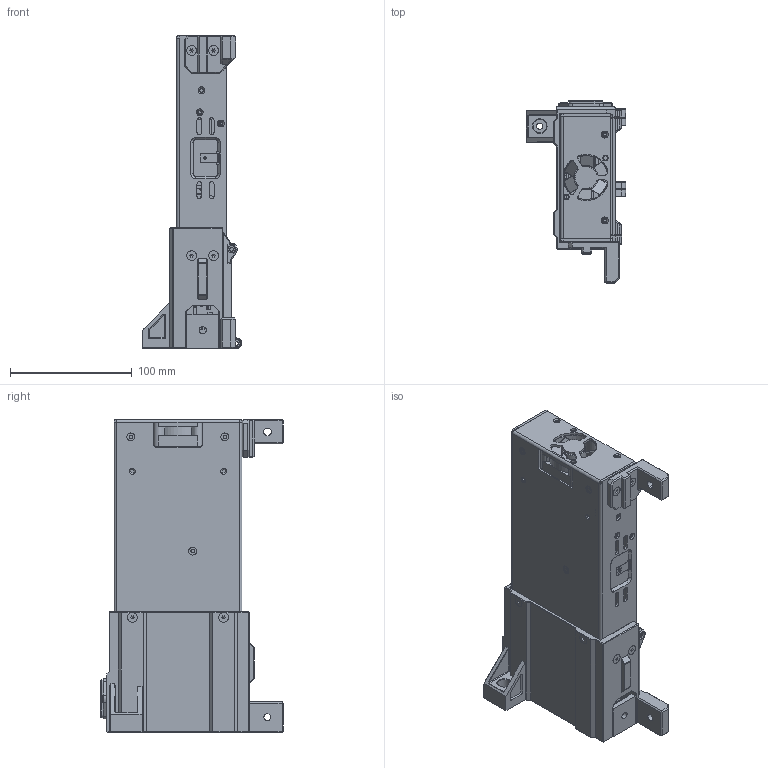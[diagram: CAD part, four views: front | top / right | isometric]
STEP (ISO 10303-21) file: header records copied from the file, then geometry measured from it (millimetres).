
FILE_DESCRIPTION(/* description */ (''),/* implementation_level */ '2;1');
FILE_NAME(/* name */ 'hrp_300_24_box.step',/* time_stamp */ '2020-11-10T11:17:33+07:00',/* author */ (''),/* organization */ (''),/* preprocessor_version */ 'ST-DEVELOPER v18.1',/* originating_system */ 'Autodesk Translation Framework v9.3.0.1241',/* authorisation */ '');
FILE_SCHEMA (('AUTOMOTIVE_DESIGN { 1 0 10303 214 3 1 1 }'));
Products named in the file (41): HRP-300 Cover; Screw Set; BOX-SFB3-12; HNTL1N-ST-M3_214; SFB4-10; Conner; IEC_C14; Power_Box; Power_Box_Door; HRP-300; p1; p1.3.1; p1.3.1.1; p3; ˋTˋwÊª1.1.1; uu.3; clip.1; a3; a1.1; PCB; tn.1.1.1.1; SM; FF; DD; SW3dPS-fan-40x40x15.STEP; 26D77668-81B1-466B-87E3-FC1E3B3698CD; a1; ƒè¿q£èçP; BASE; p2 (2); M3-7L.1; HS1; p2; HS3; p2 (1); p7; ˋTˋwéK2.2; MOS; MOS15.5x10.1.1.1.3.1.1.1.2.1; MOS15.5x10.2.1.1 ...
Assembly tree (63 placements, depth 5):
  HRP-300 Cover
    Screw Set
      SFB4-10  x8
      HNTL1N-ST-M3_214  x2
      BOX-SFB3-12  x2
    Conner
    IEC_C14
    Power_Box
    Power_Box_Door
    HRP-300
      p1
      p1.3.1
      p1.3.1.1
      p3
      ˋTˋwÊª1.1.1  x3
      uu.3
      clip.1
      a3
        a1.1
          PCB
          tn.1.1.1.1
      SM
      FF
      DD
      SW3dPS-fan-40x40x15.STEP
        26D77668-81B1-466B-87E3-FC1E3B3698CD
      a1
        ƒè¿q£èçP
        BASE
          M3-7L.1  x5
          p2 (2)
        HS1
          p2
        HS3
          p2 (1)
          p7  x2
        ˋTˋwéK2.2
        MOS
          MOS15.5x10.1.1.1.3.1.1.1.2.1  x8
          MOS15.5x10.2.1.1
    Top_Mount
Bounding box: 81.59 x 150 x 257 mm (x, y, z)
Volume: 398388.6 mm3; surface area: 357296.2 mm2
Topology: 62 solids, 62 shells, 2783 faces, 6846 edges, 4313 vertices
Faces by surface type: plane 1914, cylinder 564, cone 181, torus 63, bspline 61
Full cylindrical faces by diameter (mm): 0.927 x27, 1.5 x27, 2.2 x1, 2.6 x6, 2.65 x10, 3 x12, 3.1 x12, 3.4 x16, 3.5 x9, 3.7 x8, 3.8 x1, 3.85 x6, 4 x17, 4.27 x4, 4.353 x2, 4.5 x2, 4.72 x12, 4.8 x1, 4.927 x4, 5 x5, 5.2 x1, 5.5 x2, 6 x20, 6.5 x5, 8 x16, 10.4 x2, 11 x1, 20 x1, 37 x1
Entity records: 76673 total; most frequent: CARTESIAN_POINT 17059, DIRECTION 12146, ORIENTED_EDGE 11976, EDGE_CURVE 5988, LINE 4410, VECTOR 4410, AXIS2_PLACEMENT_3D 3868, VERTEX_POINT 3765
